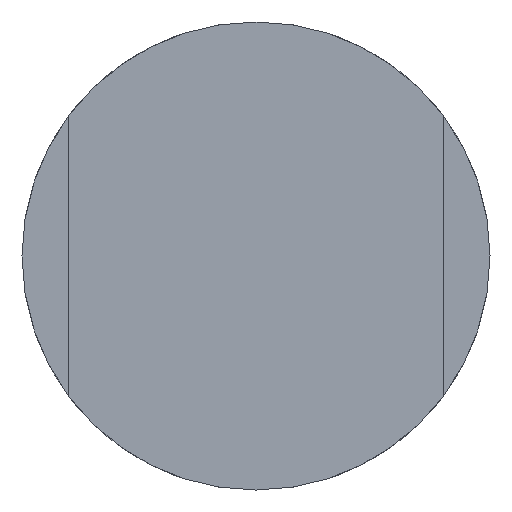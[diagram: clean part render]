
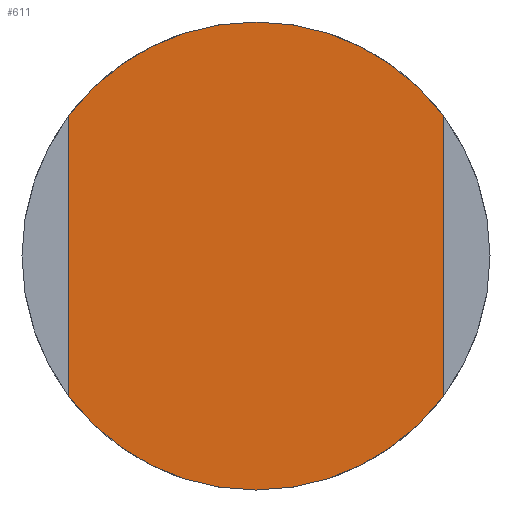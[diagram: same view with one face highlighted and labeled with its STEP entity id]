
A CAD part, left-side view. The second image highlights one B-rep face of the part: STEP entity #611.
In plain terms, the highlighted planar face has unit normal (-1, 0, 0).
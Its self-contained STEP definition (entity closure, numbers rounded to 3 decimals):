
#7 = CARTESIAN_POINT ( 'NONE',  ( 0., -4., 3. ) ) ;
#38 = DIRECTION ( 'NONE',  ( 0., 0., -1. ) ) ;
#39 = DIRECTION ( 'NONE',  ( 0., 0., 1. ) ) ;
#46 = ORIENTED_EDGE ( 'NONE', *, *, #831, .T. ) ;
#56 = AXIS2_PLACEMENT_3D ( 'NONE', #135, #755, #617 ) ;
#72 = DIRECTION ( 'NONE',  ( 0., 0., 1. ) ) ;
#103 = VERTEX_POINT ( 'NONE', #783 ) ;
#111 = CARTESIAN_POINT ( 'NONE',  ( 0., -4., -3. ) ) ;
#115 = CIRCLE ( 'NONE', #417, 5. ) ;
#134 = DIRECTION ( 'NONE',  ( 0., 0., 1. ) ) ;
#135 = CARTESIAN_POINT ( 'NONE',  ( 0., 0., 0. ) ) ;
#148 = CIRCLE ( 'NONE', #645, 5. ) ;
#157 = EDGE_CURVE ( 'NONE', #666, #356, #395, .T. ) ;
#179 = VERTEX_POINT ( 'NONE', #517 ) ;
#216 = CARTESIAN_POINT ( 'NONE',  ( 0., 4., 0. ) ) ;
#226 = ORIENTED_EDGE ( 'NONE', *, *, #710, .T. ) ;
#272 = CARTESIAN_POINT ( 'NONE',  ( 0., -4., 0. ) ) ;
#308 = CIRCLE ( 'NONE', #380, 5. ) ;
#330 = PLANE ( 'NONE',  #841 ) ;
#356 = VERTEX_POINT ( 'NONE', #7 ) ;
#369 = ORIENTED_EDGE ( 'NONE', *, *, #157, .T. ) ;
#375 = VERTEX_POINT ( 'NONE', #691 ) ;
#380 = AXIS2_PLACEMENT_3D ( 'NONE', #658, #410, #134 ) ;
#395 = LINE ( 'NONE', #272, #598 ) ;
#398 = CARTESIAN_POINT ( 'NONE',  ( 0., 4., -3. ) ) ;
#410 = DIRECTION ( 'NONE',  ( -1., 0., 0. ) ) ;
#413 = LINE ( 'NONE', #216, #818 ) ;
#417 = AXIS2_PLACEMENT_3D ( 'NONE', #427, #822, #72 ) ;
#427 = CARTESIAN_POINT ( 'NONE',  ( 0., 0., 0. ) ) ;
#456 = ORIENTED_EDGE ( 'NONE', *, *, #716, .T. ) ;
#458 = CARTESIAN_POINT ( 'NONE',  ( 0., 0., 0. ) ) ;
#493 = ORIENTED_EDGE ( 'NONE', *, *, #688, .T. ) ;
#517 = CARTESIAN_POINT ( 'NONE',  ( 0., 0., -5. ) ) ;
#581 = EDGE_LOOP ( 'NONE', ( #493, #821, #46, #369, #226, #456 ) ) ;
#593 = CARTESIAN_POINT ( 'NONE',  ( 0., 0., 0. ) ) ;
#598 = VECTOR ( 'NONE', #39, 1000. ) ;
#611 = ADVANCED_FACE ( 'NONE', ( #736 ), #330, .F. ) ;
#617 = DIRECTION ( 'NONE',  ( 0., 0., 1. ) ) ;
#645 = AXIS2_PLACEMENT_3D ( 'NONE', #593, #663, #799 ) ;
#653 = DIRECTION ( 'NONE',  ( 1., 0., 0. ) ) ;
#658 = CARTESIAN_POINT ( 'NONE',  ( 0., 0., 0. ) ) ;
#663 = DIRECTION ( 'NONE',  ( -1., 0., 0. ) ) ;
#666 = VERTEX_POINT ( 'NONE', #111 ) ;
#688 = EDGE_CURVE ( 'NONE', #375, #809, #413, .T. ) ;
#690 = CIRCLE ( 'NONE', #56, 5. ) ;
#691 = CARTESIAN_POINT ( 'NONE',  ( 0., 4., 3. ) ) ;
#710 = EDGE_CURVE ( 'NONE', #356, #103, #115, .T. ) ;
#716 = EDGE_CURVE ( 'NONE', #103, #375, #690, .T. ) ;
#736 = FACE_OUTER_BOUND ( 'NONE', #581, .T. ) ;
#755 = DIRECTION ( 'NONE',  ( -1., 0., 0. ) ) ;
#779 = EDGE_CURVE ( 'NONE', #809, #179, #308, .T. ) ;
#783 = CARTESIAN_POINT ( 'NONE',  ( 0., 0., 5. ) ) ;
#799 = DIRECTION ( 'NONE',  ( 0., 0., 1. ) ) ;
#809 = VERTEX_POINT ( 'NONE', #398 ) ;
#818 = VECTOR ( 'NONE', #885, 1000. ) ;
#821 = ORIENTED_EDGE ( 'NONE', *, *, #779, .T. ) ;
#822 = DIRECTION ( 'NONE',  ( -1., 0., 0. ) ) ;
#831 = EDGE_CURVE ( 'NONE', #179, #666, #148, .T. ) ;
#841 = AXIS2_PLACEMENT_3D ( 'NONE', #458, #653, #38 ) ;
#885 = DIRECTION ( 'NONE',  ( 0., 0., -1. ) ) ;
